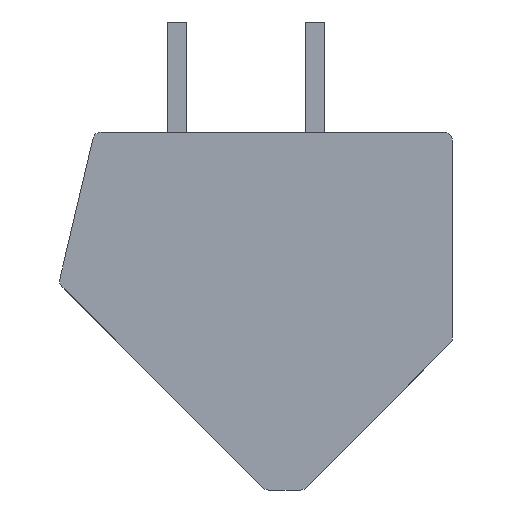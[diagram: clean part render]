
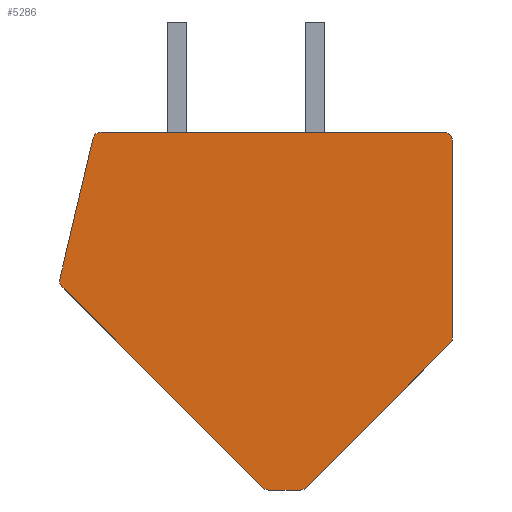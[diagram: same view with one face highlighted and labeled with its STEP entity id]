
A CAD part, front view. The second image highlights one B-rep face of the part: STEP entity #5286.
In plain terms, the highlighted planar face has unit normal (0, -1, 0).
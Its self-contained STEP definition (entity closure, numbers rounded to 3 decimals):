
#983=CARTESIAN_POINT('',(1.626,-3.54,-6.2));
#984=DIRECTION('',(0.,-1.,0.));
#985=DIRECTION('',(0.,0.,-1.));
#986=AXIS2_PLACEMENT_3D('',#983,#984,#985);
#988=DIRECTION('',(1.,0.,0.));
#989=VECTOR('',#988,1.151);
#990=CARTESIAN_POINT('',(0.474,-3.54,-6.5));
#991=LINE('',#990,#989);
#992=CARTESIAN_POINT('',(0.474,-3.54,-6.2));
#993=DIRECTION('',(0.,-1.,0.));
#994=DIRECTION('',(-0.707,0.,-0.707));
#995=AXIS2_PLACEMENT_3D('',#992,#993,#994);
#997=DIRECTION('',(0.707,0.,-0.707));
#998=VECTOR('',#997,10.315);
#999=CARTESIAN_POINT('',(-7.032,-3.54,0.882));
#1000=LINE('',#999,#998);
#1001=CARTESIAN_POINT('',(-6.82,-3.54,1.094));
#1002=DIRECTION('',(0.,-1.,0.));
#1003=DIRECTION('',(-0.973,0.,0.23));
#1004=AXIS2_PLACEMENT_3D('',#1001,#1002,#1003);
#1006=DIRECTION('',(-0.23,0.,-0.973));
#1007=VECTOR('',#1006,5.247);
#1008=CARTESIAN_POINT('',(-5.905,-3.54,6.269));
#1009=LINE('',#1008,#1007);
#1010=CARTESIAN_POINT('',(-5.613,-3.54,6.2));
#1011=DIRECTION('',(0.,-1.,0.));
#1012=DIRECTION('',(0.,0.,1.));
#1013=AXIS2_PLACEMENT_3D('',#1010,#1011,#1012);
#1015=DIRECTION('',(-1.,0.,0.));
#1016=VECTOR('',#1015,12.463);
#1017=CARTESIAN_POINT('',(6.85,-3.54,6.5));
#1018=LINE('',#1017,#1016);
#1019=CARTESIAN_POINT('',(6.85,-3.54,6.2));
#1020=DIRECTION('',(0.,-1.,0.));
#1021=DIRECTION('',(1.,0.,0.));
#1022=AXIS2_PLACEMENT_3D('',#1019,#1020,#1021);
#1024=DIRECTION('',(0.,0.,1.));
#1025=VECTOR('',#1024,7.176);
#1026=CARTESIAN_POINT('',(7.15,-3.54,-0.976));
#1027=LINE('',#1026,#1025);
#1028=CARTESIAN_POINT('',(6.85,-3.54,-0.976));
#1029=DIRECTION('',(0.,-1.,0.));
#1030=DIRECTION('',(0.707,0.,-0.707));
#1031=AXIS2_PLACEMENT_3D('',#1028,#1029,#1030);
#1033=DIRECTION('',(0.707,0.,0.707));
#1034=VECTOR('',#1033,7.388);
#1035=CARTESIAN_POINT('',(1.838,-3.54,-6.412));
#1036=LINE('',#1035,#1034);
#3437=CARTESIAN_POINT('',(1.626,-3.54,-6.5));
#3438=CARTESIAN_POINT('',(1.838,-3.54,-6.412));
#3439=VERTEX_POINT('',#3437);
#3440=VERTEX_POINT('',#3438);
#3441=CARTESIAN_POINT('',(7.062,-3.54,-1.188));
#3442=VERTEX_POINT('',#3441);
#3443=CARTESIAN_POINT('',(7.15,-3.54,-0.976));
#3444=VERTEX_POINT('',#3443);
#3445=CARTESIAN_POINT('',(7.15,-3.54,6.2));
#3446=VERTEX_POINT('',#3445);
#3447=CARTESIAN_POINT('',(6.85,-3.54,6.5));
#3448=VERTEX_POINT('',#3447);
#3449=CARTESIAN_POINT('',(-5.613,-3.54,6.5));
#3450=VERTEX_POINT('',#3449);
#3451=CARTESIAN_POINT('',(-5.905,-3.54,6.269));
#3452=VERTEX_POINT('',#3451);
#3453=CARTESIAN_POINT('',(-7.112,-3.54,1.163));
#3454=VERTEX_POINT('',#3453);
#3455=CARTESIAN_POINT('',(-7.032,-3.54,0.882));
#3456=VERTEX_POINT('',#3455);
#3457=CARTESIAN_POINT('',(0.262,-3.54,-6.412));
#3458=VERTEX_POINT('',#3457);
#3459=CARTESIAN_POINT('',(0.474,-3.54,-6.5));
#3460=VERTEX_POINT('',#3459);
#5267=CARTESIAN_POINT('',(0.,-3.54,0.));
#5268=DIRECTION('',(0.,-1.,0.));
#5269=DIRECTION('',(-1.,0.,0.));
#5270=AXIS2_PLACEMENT_3D('',#5267,#5268,#5269);
#5271=PLANE('',#5270);
#5272=ORIENTED_EDGE('',*,*,#4556,.F.);
#5273=ORIENTED_EDGE('',*,*,#4571,.F.);
#5274=ORIENTED_EDGE('',*,*,#4585,.F.);
#5275=ORIENTED_EDGE('',*,*,#4599,.F.);
#5276=ORIENTED_EDGE('',*,*,#4833,.F.);
#5277=ORIENTED_EDGE('',*,*,#4847,.F.);
#5278=ORIENTED_EDGE('',*,*,#4861,.F.);
#5279=ORIENTED_EDGE('',*,*,#4875,.F.);
#5280=ORIENTED_EDGE('',*,*,#5109,.F.);
#5281=ORIENTED_EDGE('',*,*,#5123,.F.);
#5282=ORIENTED_EDGE('',*,*,#5137,.F.);
#5283=ORIENTED_EDGE('',*,*,#5150,.F.);
#5284=EDGE_LOOP('',(#5272,#5273,#5274,#5275,#5276,#5277,#5278,#5279,#5280,#5281,
#5282,#5283));
#5285=FACE_OUTER_BOUND('',#5284,.F.);
#5286=ADVANCED_FACE('',(#5285),#5271,.T.);
#987=CIRCLE('',#986,0.3);
#996=CIRCLE('',#995,0.3);
#1005=CIRCLE('',#1004,0.3);
#1014=CIRCLE('',#1013,0.3);
#1023=CIRCLE('',#1022,0.3);
#1032=CIRCLE('',#1031,0.3);
#4556=EDGE_CURVE('',#3439,#3440,#987,.T.);
#4571=EDGE_CURVE('',#3460,#3439,#991,.T.);
#4585=EDGE_CURVE('',#3458,#3460,#996,.T.);
#4599=EDGE_CURVE('',#3456,#3458,#1000,.T.);
#4833=EDGE_CURVE('',#3454,#3456,#1005,.T.);
#4847=EDGE_CURVE('',#3452,#3454,#1009,.T.);
#4861=EDGE_CURVE('',#3450,#3452,#1014,.T.);
#4875=EDGE_CURVE('',#3448,#3450,#1018,.T.);
#5109=EDGE_CURVE('',#3446,#3448,#1023,.T.);
#5123=EDGE_CURVE('',#3444,#3446,#1027,.T.);
#5137=EDGE_CURVE('',#3442,#3444,#1032,.T.);
#5150=EDGE_CURVE('',#3440,#3442,#1036,.T.);
